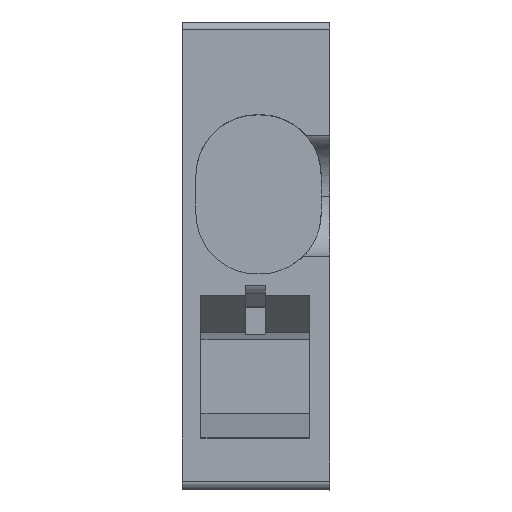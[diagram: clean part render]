
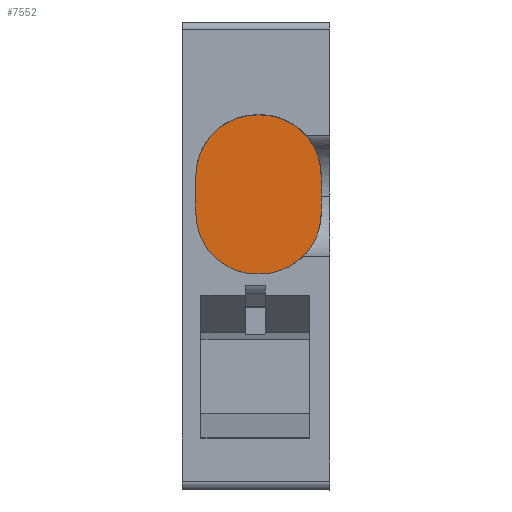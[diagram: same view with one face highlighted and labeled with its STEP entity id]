
A CAD part, top view. The second image highlights one B-rep face of the part: STEP entity #7552.
In plain terms, the highlighted planar face has unit normal (0, 0, 1).
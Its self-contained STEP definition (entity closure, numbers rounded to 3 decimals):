
#6978=AXIS2_PLACEMENT_3D('Circle Axis2P3D',#6976,#6977,$) ;
#7028=AXIS2_PLACEMENT_3D('Circle Axis2P3D',#7026,#7027,$) ;
#7076=AXIS2_PLACEMENT_3D('Circle Axis2P3D',#7074,#7075,$) ;
#7124=AXIS2_PLACEMENT_3D('Circle Axis2P3D',#7122,#7123,$) ;
#7540=AXIS2_PLACEMENT_3D('Plane Axis2P3D',#7537,#7538,#7539) ;
#6973=CARTESIAN_POINT('Vertex',(4.8,9.55,35.82)) ;
#6976=CARTESIAN_POINT('Axis2P3D Location',(2.7,9.55,35.82)) ;
#6980=CARTESIAN_POINT('Vertex',(2.7,7.45,35.82)) ;
#7002=CARTESIAN_POINT('Line Origine',(2.637,7.45,35.82)) ;
#7006=CARTESIAN_POINT('Vertex',(2.575,7.45,35.82)) ;
#7026=CARTESIAN_POINT('Axis2P3D Location',(2.575,9.55,35.82)) ;
#7030=CARTESIAN_POINT('Vertex',(0.475,9.55,35.82)) ;
#7050=CARTESIAN_POINT('Line Origine',(0.475,10.2,35.82)) ;
#7054=CARTESIAN_POINT('Vertex',(0.475,10.85,35.82)) ;
#7074=CARTESIAN_POINT('Axis2P3D Location',(2.575,10.85,35.82)) ;
#7078=CARTESIAN_POINT('Vertex',(2.575,12.95,35.82)) ;
#7102=CARTESIAN_POINT('Vertex',(2.7,12.95,35.82)) ;
#7105=CARTESIAN_POINT('Line Origine',(2.637,12.95,35.82)) ;
#7122=CARTESIAN_POINT('Axis2P3D Location',(2.7,10.85,35.82)) ;
#7126=CARTESIAN_POINT('Vertex',(4.8,10.85,35.82)) ;
#7494=CARTESIAN_POINT('Line Origine',(4.8,10.2,35.82)) ;
#7537=CARTESIAN_POINT('Axis2P3D Location',(2.575,10.85,35.82)) ;
#6977=DIRECTION('Axis2P3D Direction',(0.,0.,-1.)) ;
#7003=DIRECTION('Vector Direction',(1.,0.,0.)) ;
#7027=DIRECTION('Axis2P3D Direction',(0.,0.,-1.)) ;
#7051=DIRECTION('Vector Direction',(0.,-1.,0.)) ;
#7075=DIRECTION('Axis2P3D Direction',(0.,0.,-1.)) ;
#7106=DIRECTION('Vector Direction',(-1.,0.,0.)) ;
#7123=DIRECTION('Axis2P3D Direction',(0.,0.,-1.)) ;
#7495=DIRECTION('Vector Direction',(0.,1.,0.)) ;
#7538=DIRECTION('Axis2P3D Direction',(0.,0.,1.)) ;
#7539=DIRECTION('Axis2P3D XDirection',(1.,0.,0.)) ;
#7004=VECTOR('Line Direction',#7003,1.) ;
#7052=VECTOR('Line Direction',#7051,1.) ;
#7107=VECTOR('Line Direction',#7106,1.) ;
#7496=VECTOR('Line Direction',#7495,1.) ;
#7543=ORIENTED_EDGE('',*,*,#7128,.T.) ;
#7544=ORIENTED_EDGE('',*,*,#7109,.T.) ;
#7545=ORIENTED_EDGE('',*,*,#7080,.T.) ;
#7546=ORIENTED_EDGE('',*,*,#7056,.T.) ;
#7547=ORIENTED_EDGE('',*,*,#7032,.T.) ;
#7548=ORIENTED_EDGE('',*,*,#7008,.T.) ;
#7549=ORIENTED_EDGE('',*,*,#6982,.T.) ;
#7550=ORIENTED_EDGE('',*,*,#7498,.T.) ;
#7552=ADVANCED_FACE('ZP 2.5/1AN ZA BL',(#7551),#7541,.T.) ;
#6979=CIRCLE('generated circle',#6978,2.1) ;
#7029=CIRCLE('generated circle',#7028,2.1) ;
#7077=CIRCLE('generated circle',#7076,2.1) ;
#7125=CIRCLE('generated circle',#7124,2.1) ;
#6982=EDGE_CURVE('',#6981,#6974,#6979,.F.) ;
#7008=EDGE_CURVE('',#7007,#6981,#7005,.T.) ;
#7032=EDGE_CURVE('',#7031,#7007,#7029,.F.) ;
#7056=EDGE_CURVE('',#7055,#7031,#7053,.T.) ;
#7080=EDGE_CURVE('',#7079,#7055,#7077,.F.) ;
#7109=EDGE_CURVE('',#7103,#7079,#7108,.T.) ;
#7128=EDGE_CURVE('',#7127,#7103,#7125,.F.) ;
#7498=EDGE_CURVE('',#6974,#7127,#7497,.T.) ;
#7542=EDGE_LOOP('',(#7543,#7544,#7545,#7546,#7547,#7548,#7549,#7550)) ;
#7551=FACE_OUTER_BOUND('',#7542,.T.) ;
#7005=LINE('Line',#7002,#7004) ;
#7053=LINE('Line',#7050,#7052) ;
#7108=LINE('Line',#7105,#7107) ;
#7497=LINE('Line',#7494,#7496) ;
#7541=PLANE('',#7540) ;
#6974=VERTEX_POINT('',#6973) ;
#6981=VERTEX_POINT('',#6980) ;
#7007=VERTEX_POINT('',#7006) ;
#7031=VERTEX_POINT('',#7030) ;
#7055=VERTEX_POINT('',#7054) ;
#7079=VERTEX_POINT('',#7078) ;
#7103=VERTEX_POINT('',#7102) ;
#7127=VERTEX_POINT('',#7126) ;
